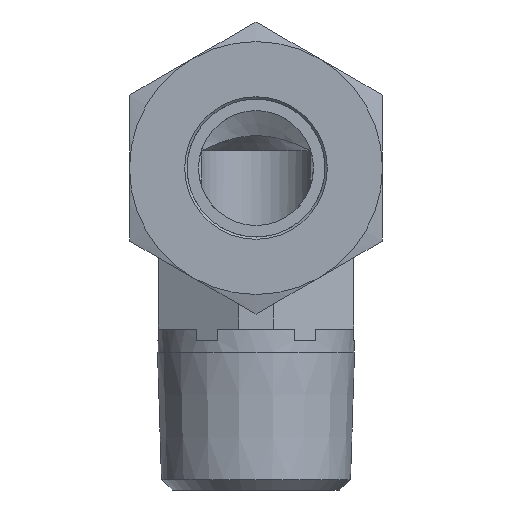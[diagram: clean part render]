
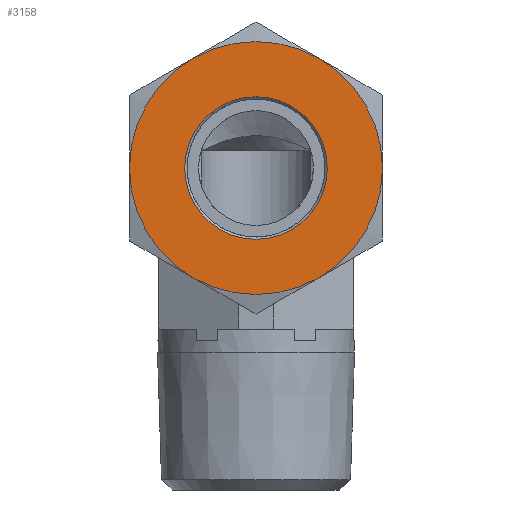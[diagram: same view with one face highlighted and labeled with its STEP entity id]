
A CAD part, front view. The second image highlights one B-rep face of the part: STEP entity #3158.
In plain terms, the highlighted face is planar.
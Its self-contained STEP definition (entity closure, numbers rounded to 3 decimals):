
#3062=CARTESIAN_POINT('',(6.2,0.,15.5));
#3063=VERTEX_POINT('',#3062);
#3064=CARTESIAN_POINT('',(0.0,0.0,15.5));
#3065=DIRECTION('',(0.0,0.0,1.0));
#3066=DIRECTION('',(-1.0,0.0,0.0));
#3067=AXIS2_PLACEMENT_3D('',#3064,#3065,#3066);
#3068=CIRCLE('',#3067,6.2);
#3069=EDGE_CURVE('',#3063,#3063,#3068,.T.);
#3094=CARTESIAN_POINT('',(0.,0.0,15.5));
#3095=DIRECTION('',(0.0,0.0,1.0));
#3096=DIRECTION('',(1.0,0.0,0.0));
#3097=AXIS2_PLACEMENT_3D('',#3094,#3095,#3096);
#3098=PLANE('',#3097);
#3099=CARTESIAN_POINT('',(-5.5,-9.526,15.5));
#3100=VERTEX_POINT('',#3099);
#3101=CARTESIAN_POINT('',(5.5,-9.526,15.5));
#3102=VERTEX_POINT('',#3101);
#3103=CARTESIAN_POINT('',(0.0,0.0,15.5));
#3104=DIRECTION('',(0.0,0.0,1.0));
#3105=DIRECTION('',(-0.5,-0.866,0.0));
#3106=AXIS2_PLACEMENT_3D('',#3103,#3104,#3105);
#3107=CIRCLE('',#3106,11.);
#3108=EDGE_CURVE('',#3100,#3102,#3107,.T.);
#3109=ORIENTED_EDGE('',*,*,#3108,.T.);
#3110=CARTESIAN_POINT('',(11.,0.,15.5));
#3111=VERTEX_POINT('',#3110);
#3112=CARTESIAN_POINT('',(0.0,0.0,15.5));
#3113=DIRECTION('',(0.0,0.0,1.0));
#3114=DIRECTION('',(-0.5,-0.866,0.0));
#3115=AXIS2_PLACEMENT_3D('',#3112,#3113,#3114);
#3116=CIRCLE('',#3115,11.);
#3117=EDGE_CURVE('',#3102,#3111,#3116,.T.);
#3118=ORIENTED_EDGE('',*,*,#3117,.T.);
#3119=CARTESIAN_POINT('',(5.5,9.526,15.5));
#3120=VERTEX_POINT('',#3119);
#3121=CARTESIAN_POINT('',(0.0,0.0,15.5));
#3122=DIRECTION('',(0.0,0.0,1.0));
#3123=DIRECTION('',(-0.5,-0.866,0.0));
#3124=AXIS2_PLACEMENT_3D('',#3121,#3122,#3123);
#3125=CIRCLE('',#3124,11.);
#3126=EDGE_CURVE('',#3111,#3120,#3125,.T.);
#3127=ORIENTED_EDGE('',*,*,#3126,.T.);
#3128=CARTESIAN_POINT('',(-5.5,9.526,15.5));
#3129=VERTEX_POINT('',#3128);
#3130=CARTESIAN_POINT('',(0.0,0.0,15.5));
#3131=DIRECTION('',(0.0,0.0,1.0));
#3132=DIRECTION('',(-0.5,-0.866,0.0));
#3133=AXIS2_PLACEMENT_3D('',#3130,#3131,#3132);
#3134=CIRCLE('',#3133,11.);
#3135=EDGE_CURVE('',#3120,#3129,#3134,.T.);
#3136=ORIENTED_EDGE('',*,*,#3135,.T.);
#3137=CARTESIAN_POINT('',(-11.0,0.0,15.5));
#3138=VERTEX_POINT('',#3137);
#3139=CARTESIAN_POINT('',(0.0,0.0,15.5));
#3140=DIRECTION('',(0.0,0.0,1.0));
#3141=DIRECTION('',(-0.5,-0.866,0.0));
#3142=AXIS2_PLACEMENT_3D('',#3139,#3140,#3141);
#3143=CIRCLE('',#3142,11.);
#3144=EDGE_CURVE('',#3129,#3138,#3143,.T.);
#3145=ORIENTED_EDGE('',*,*,#3144,.T.);
#3146=CARTESIAN_POINT('',(0.0,0.0,15.5));
#3147=DIRECTION('',(0.0,0.0,1.0));
#3148=DIRECTION('',(-0.5,-0.866,0.0));
#3149=AXIS2_PLACEMENT_3D('',#3146,#3147,#3148);
#3150=CIRCLE('',#3149,11.);
#3151=EDGE_CURVE('',#3138,#3100,#3150,.T.);
#3152=ORIENTED_EDGE('',*,*,#3151,.T.);
#3153=EDGE_LOOP('',(#3109,#3118,#3127,#3136,#3145,#3152));
#3154=FACE_OUTER_BOUND('',#3153,.T.);
#3155=ORIENTED_EDGE('',*,*,#3069,.F.);
#3156=EDGE_LOOP('',(#3155));
#3157=FACE_BOUND('',#3156,.T.);
#3158=ADVANCED_FACE('',(#3154,#3157),#3098,.T.);
